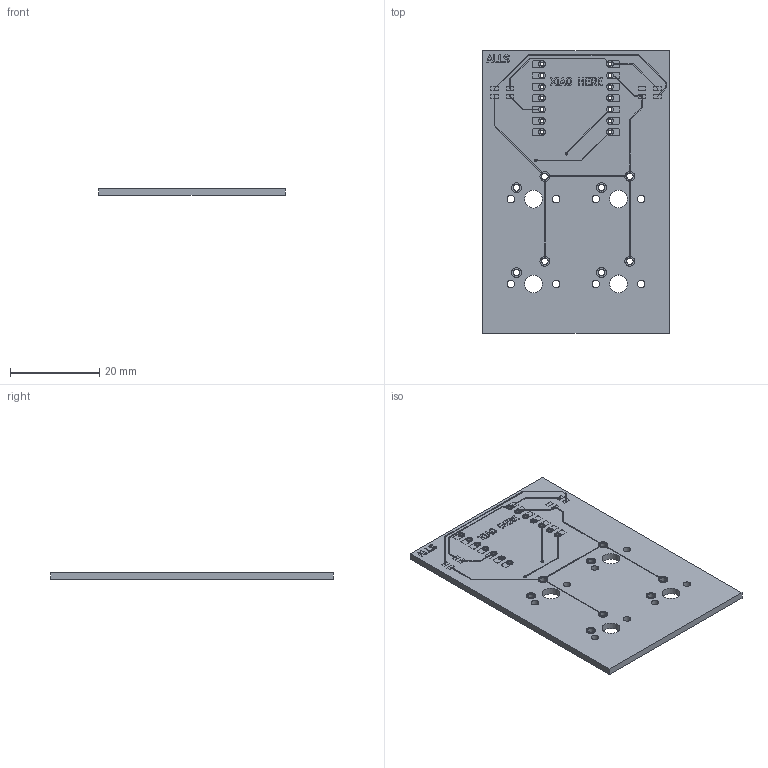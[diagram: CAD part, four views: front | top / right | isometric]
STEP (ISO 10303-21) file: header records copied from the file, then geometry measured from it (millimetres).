
FILE_DESCRIPTION(/* description */ ('KiCad electronic assembly'),/* implementation_level */ '2;1');
FILE_NAME(/* name */ '3300887f-54d2-48db-b593-62bcea1d9470.stp',/* time_stamp */ '2025-12-14T18:47:42Z',/* author */ (''),/* organization */ (''),/* preprocessor_version */ 'ST-DEVELOPER v20.1',/* originating_system */ 'Autodesk Translation Framework v14.24.0.0',/* authorisation */ '');
FILE_SCHEMA (('AUTOMOTIVE_DESIGN { 1 0 10303 214 3 1 1 }'));
Length unit declared in the file: millimetre
Products named in the file (5): PAD 1; PAD_copper; PAD_pad; PAD_via; PAD_PCB
Assembly tree (4 placements, depth 2):
  PAD 1
    PAD_copper
    PAD_pad
    PAD_via
    PAD_PCB
Bounding box: 41.91 x 63.34 x 1.59 mm (x, y, z)
Volume: 3881.1 mm3; surface area: 6401.8 mm2
Topology: 118 solids, 118 shells, 954 faces, 2154 edges, 1436 vertices
Faces by surface type: plane 646, cylinder 308
Full cylindrical faces by diameter (mm): 0.25 x2, 0.275 x4, 0.3 x2, 0.839 x42, 0.889 x28, 1.45 x24, 1.5 x16, 1.524 x28, 1.7 x8, 2.2 x16, 4 x4
Entity records: 27170 total; most frequent: DIRECTION 4696, CARTESIAN_POINT 4553, ORIENTED_EDGE 4308, EDGE_CURVE 2154, AXIS2_PLACEMENT_3D 1579, LINE 1538, VECTOR 1538, VERTEX_POINT 1436
